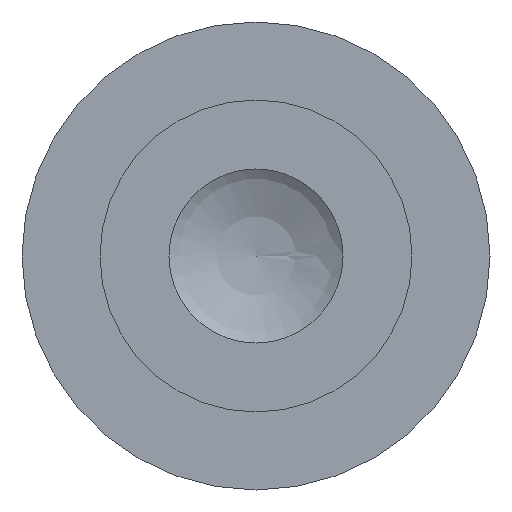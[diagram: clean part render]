
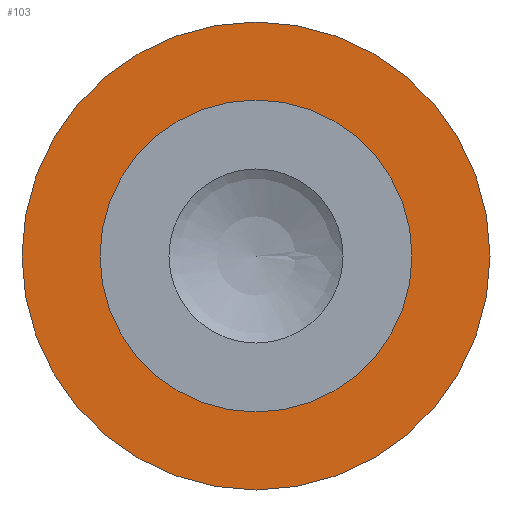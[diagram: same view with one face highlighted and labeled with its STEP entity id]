
A CAD part, front view. The second image highlights one B-rep face of the part: STEP entity #103.
In plain terms, the highlighted planar face has unit normal (0, -1, 0).
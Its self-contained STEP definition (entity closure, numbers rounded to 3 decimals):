
#20=PLANE('',#127);
#30=ORIENTED_EDGE('',*,*,#45,.F.);
#31=ORIENTED_EDGE('',*,*,#44,.T.);
#44=EDGE_CURVE('',#52,#52,#60,.T.);
#45=EDGE_CURVE('',#53,#53,#61,.T.);
#52=VERTEX_POINT('',#182);
#53=VERTEX_POINT('',#185);
#60=CIRCLE('',#126,12.5);
#61=CIRCLE('',#128,8.331);
#70=EDGE_LOOP('',(#30));
#71=EDGE_LOOP('',(#31));
#86=FACE_BOUND('',#70,.T.);
#87=FACE_BOUND('',#71,.T.);
#103=ADVANCED_FACE('',(#86,#87),#20,.F.);
#126=AXIS2_PLACEMENT_3D('',#181,#148,#149);
#127=AXIS2_PLACEMENT_3D('',#183,#150,#151);
#128=AXIS2_PLACEMENT_3D('',#184,#152,#153);
#148=DIRECTION('',(0.,-1.,0.));
#149=DIRECTION('',(0.,0.,-1.));
#150=DIRECTION('',(0.,1.,0.));
#151=DIRECTION('',(0.,0.,1.));
#152=DIRECTION('',(0.,-1.,0.));
#153=DIRECTION('',(0.,0.,-1.));
#181=CARTESIAN_POINT('',(0.,0.,0.));
#182=CARTESIAN_POINT('',(0.,0.,-12.5));
#183=CARTESIAN_POINT('',(12.5,0.,0.));
#184=CARTESIAN_POINT('',(0.,0.,0.));
#185=CARTESIAN_POINT('',(0.,0.,-8.331));
